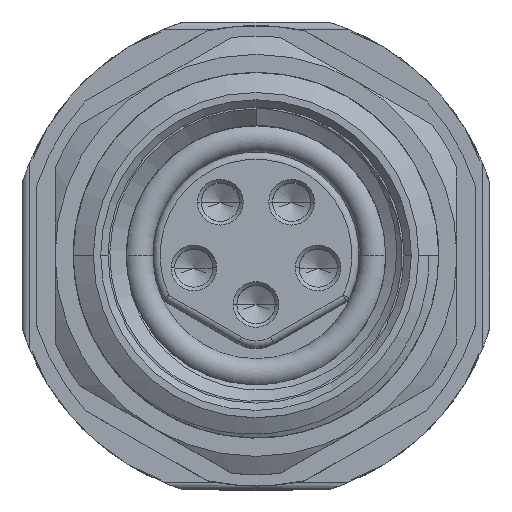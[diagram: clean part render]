
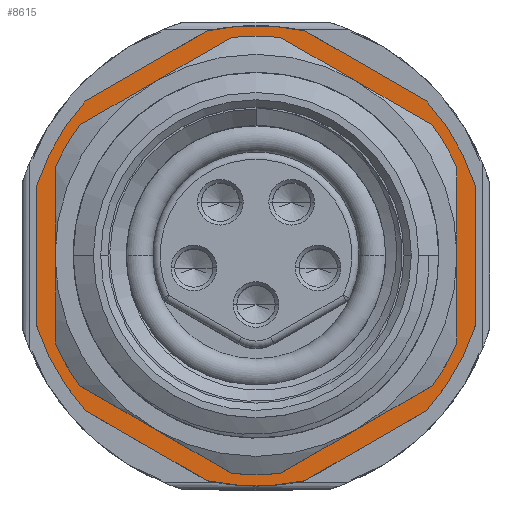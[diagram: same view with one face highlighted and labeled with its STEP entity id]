
A CAD part, top view. The second image highlights one B-rep face of the part: STEP entity #8615.
In plain terms, the highlighted planar face has unit normal (0, 0, 1).
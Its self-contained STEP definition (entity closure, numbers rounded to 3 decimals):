
#5190=CARTESIAN_POINT('',(0.,0.,-3.8));
#5191=DIRECTION('',(0.,0.,-1.));
#5192=DIRECTION('',(0.212,-0.977,0.));
#5193=AXIS2_PLACEMENT_3D('',#5190,#5191,#5192);
#5195=DIRECTION('',(-0.866,0.5,0.));
#5196=VECTOR('',#5195,3.842);
#5197=CARTESIAN_POINT('',(-1.336,-6.157,-3.8));
#5198=LINE('',#5197,#5196);
#5199=CARTESIAN_POINT('',(0.,0.,-3.8));
#5200=DIRECTION('',(0.,0.,-1.));
#5201=DIRECTION('',(-0.74,-0.672,0.));
#5202=AXIS2_PLACEMENT_3D('',#5199,#5200,#5201);
#5204=DIRECTION('',(0.,1.,0.));
#5205=VECTOR('',#5204,3.842);
#5206=CARTESIAN_POINT('',(-6.,-1.921,-3.8));
#5207=LINE('',#5206,#5205);
#5208=CARTESIAN_POINT('',(0.,0.,-3.8));
#5209=DIRECTION('',(0.,0.,-1.));
#5210=DIRECTION('',(-0.952,0.305,0.));
#5211=AXIS2_PLACEMENT_3D('',#5208,#5209,#5210);
#5213=DIRECTION('',(0.866,0.5,0.));
#5214=VECTOR('',#5213,3.842);
#5215=CARTESIAN_POINT('',(-4.664,4.236,-3.8));
#5216=LINE('',#5215,#5214);
#5217=CARTESIAN_POINT('',(0.,0.,-3.8));
#5218=DIRECTION('',(0.,0.,-1.));
#5219=DIRECTION('',(-0.212,0.977,0.));
#5220=AXIS2_PLACEMENT_3D('',#5217,#5218,#5219);
#5222=DIRECTION('',(0.866,-0.5,0.));
#5223=VECTOR('',#5222,3.842);
#5224=CARTESIAN_POINT('',(1.336,6.157,-3.8));
#5225=LINE('',#5224,#5223);
#5226=CARTESIAN_POINT('',(0.,0.,-3.8));
#5227=DIRECTION('',(0.,0.,-1.));
#5228=DIRECTION('',(0.74,0.672,0.));
#5229=AXIS2_PLACEMENT_3D('',#5226,#5227,#5228);
#5231=DIRECTION('',(0.,-1.,0.));
#5232=VECTOR('',#5231,3.842);
#5233=CARTESIAN_POINT('',(6.,1.921,-3.8));
#5234=LINE('',#5233,#5232);
#5235=CARTESIAN_POINT('',(0.,0.,-3.8));
#5236=DIRECTION('',(0.,0.,-1.));
#5237=DIRECTION('',(0.952,-0.305,0.));
#5238=AXIS2_PLACEMENT_3D('',#5235,#5236,#5237);
#5240=DIRECTION('',(-0.866,-0.5,0.));
#5241=VECTOR('',#5240,3.842);
#5242=CARTESIAN_POINT('',(4.664,-4.236,-3.8));
#5243=LINE('',#5242,#5241);
#5244=CARTESIAN_POINT('',(0.,0.,-3.8));
#5245=DIRECTION('',(0.,0.,1.));
#5246=DIRECTION('',(1.,0.,0.));
#5247=AXIS2_PLACEMENT_3D('',#5244,#5245,#5246);
#5249=CARTESIAN_POINT('',(0.,0.,-3.8));
#5250=DIRECTION('',(0.,0.,1.));
#5251=DIRECTION('',(-1.,0.,0.));
#5252=AXIS2_PLACEMENT_3D('',#5249,#5250,#5251);
#7860=CARTESIAN_POINT('',(1.336,-6.157,-3.8));
#7861=CARTESIAN_POINT('',(-1.336,-6.157,-3.8));
#7862=VERTEX_POINT('',#7860);
#7863=VERTEX_POINT('',#7861);
#7864=CARTESIAN_POINT('',(-4.664,-4.236,-3.8));
#7865=VERTEX_POINT('',#7864);
#7866=CARTESIAN_POINT('',(-6.,-1.921,-3.8));
#7867=VERTEX_POINT('',#7866);
#7868=CARTESIAN_POINT('',(-6.,1.921,-3.8));
#7869=VERTEX_POINT('',#7868);
#7870=CARTESIAN_POINT('',(-4.664,4.236,-3.8));
#7871=VERTEX_POINT('',#7870);
#7872=CARTESIAN_POINT('',(-1.336,6.157,-3.8));
#7873=VERTEX_POINT('',#7872);
#7874=CARTESIAN_POINT('',(1.336,6.157,-3.8));
#7875=VERTEX_POINT('',#7874);
#7876=CARTESIAN_POINT('',(4.664,4.236,-3.8));
#7877=VERTEX_POINT('',#7876);
#7878=CARTESIAN_POINT('',(6.,1.921,-3.8));
#7879=VERTEX_POINT('',#7878);
#7880=CARTESIAN_POINT('',(6.,-1.921,-3.8));
#7881=VERTEX_POINT('',#7880);
#7882=CARTESIAN_POINT('',(4.664,-4.236,-3.8));
#7883=VERTEX_POINT('',#7882);
#7902=CARTESIAN_POINT('',(4.7,0.,-3.8));
#7903=CARTESIAN_POINT('',(-4.7,0.,-3.8));
#7904=VERTEX_POINT('',#7902);
#7905=VERTEX_POINT('',#7903);
#8578=CARTESIAN_POINT('',(0.,0.,-3.8));
#8579=DIRECTION('',(0.,0.,-1.));
#8580=DIRECTION('',(1.,0.,0.));
#8581=AXIS2_PLACEMENT_3D('',#8578,#8579,#8580);
#8582=PLANE('',#8581);
#8584=ORIENTED_EDGE('',*,*,#8583,.T.);
#8586=ORIENTED_EDGE('',*,*,#8585,.T.);
#8588=ORIENTED_EDGE('',*,*,#8587,.T.);
#8590=ORIENTED_EDGE('',*,*,#8589,.T.);
#8592=ORIENTED_EDGE('',*,*,#8591,.T.);
#8594=ORIENTED_EDGE('',*,*,#8593,.T.);
#8596=ORIENTED_EDGE('',*,*,#8595,.T.);
#8598=ORIENTED_EDGE('',*,*,#8597,.T.);
#8600=ORIENTED_EDGE('',*,*,#8599,.T.);
#8602=ORIENTED_EDGE('',*,*,#8601,.T.);
#8604=ORIENTED_EDGE('',*,*,#8603,.T.);
#8606=ORIENTED_EDGE('',*,*,#8605,.T.);
#8607=EDGE_LOOP('',(#8584,#8586,#8588,#8590,#8592,#8594,#8596,#8598,#8600,#8602,
#8604,#8606));
#8608=FACE_OUTER_BOUND('',#8607,.F.);
#8610=ORIENTED_EDGE('',*,*,#8609,.T.);
#8612=ORIENTED_EDGE('',*,*,#8611,.T.);
#8613=EDGE_LOOP('',(#8610,#8612));
#8614=FACE_BOUND('',#8613,.F.);
#5194=CIRCLE('',#5193,6.3);
#5203=CIRCLE('',#5202,6.3);
#5212=CIRCLE('',#5211,6.3);
#5221=CIRCLE('',#5220,6.3);
#5230=CIRCLE('',#5229,6.3);
#5239=CIRCLE('',#5238,6.3);
#5248=CIRCLE('',#5247,4.7);
#5253=CIRCLE('',#5252,4.7);
#8583=EDGE_CURVE('',#7862,#7863,#5194,.T.);
#8585=EDGE_CURVE('',#7863,#7865,#5198,.T.);
#8587=EDGE_CURVE('',#7865,#7867,#5203,.T.);
#8589=EDGE_CURVE('',#7867,#7869,#5207,.T.);
#8591=EDGE_CURVE('',#7869,#7871,#5212,.T.);
#8593=EDGE_CURVE('',#7871,#7873,#5216,.T.);
#8595=EDGE_CURVE('',#7873,#7875,#5221,.T.);
#8597=EDGE_CURVE('',#7875,#7877,#5225,.T.);
#8599=EDGE_CURVE('',#7877,#7879,#5230,.T.);
#8601=EDGE_CURVE('',#7879,#7881,#5234,.T.);
#8603=EDGE_CURVE('',#7881,#7883,#5239,.T.);
#8605=EDGE_CURVE('',#7883,#7862,#5243,.T.);
#8609=EDGE_CURVE('',#7904,#7905,#5248,.T.);
#8611=EDGE_CURVE('',#7905,#7904,#5253,.T.);
#8615=ADVANCED_FACE('',(#8608,#8614),#8582,.F.);
